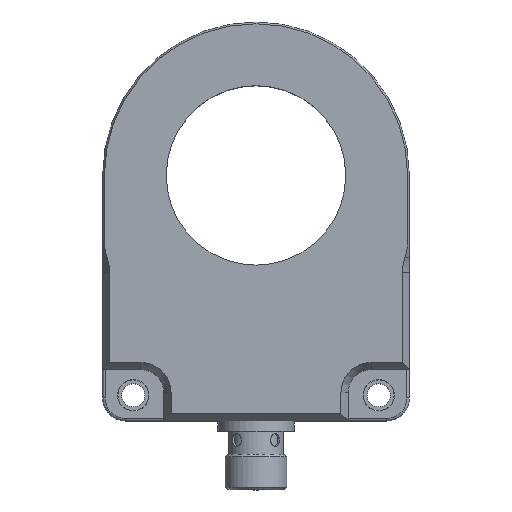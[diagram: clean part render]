
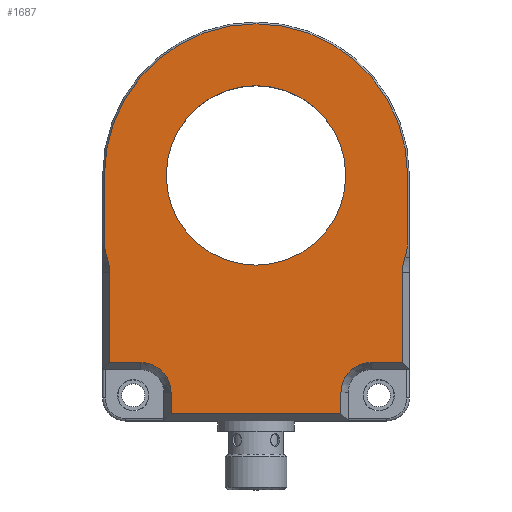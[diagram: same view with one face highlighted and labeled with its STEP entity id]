
A CAD part, top view. The second image highlights one B-rep face of the part: STEP entity #1687.
In plain terms, the highlighted planar face has unit normal (0, 0, 1).
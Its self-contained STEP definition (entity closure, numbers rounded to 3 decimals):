
#15=ELLIPSE('',#1888,11.807,10.225);
#16=ELLIPSE('',#1889,11.807,10.225);
#17=ELLIPSE('',#1891,11.807,10.225);
#18=ELLIPSE('',#1892,11.807,10.225);
#78=FACE_BOUND('',#311,.T.);
#108=PLANE('',#1887);
#190=FACE_OUTER_BOUND('',#310,.T.);
#310=EDGE_LOOP('',(#1349,#1350,#1351,#1352,#1353,#1354,#1355,#1356,#1357,
#1358,#1359,#1360,#1361,#1362,#1363,#1364));
#311=EDGE_LOOP('',(#1365));
#414=LINE('',#3152,#527);
#420=LINE('',#3166,#533);
#421=LINE('',#3169,#534);
#423=LINE('',#3173,#536);
#424=LINE('',#3179,#537);
#425=LINE('',#3183,#538);
#426=LINE('',#3189,#539);
#427=LINE('',#3191,#540);
#428=LINE('',#3194,#541);
#527=VECTOR('',#2288,10.);
#533=VECTOR('',#2302,10.);
#534=VECTOR('',#2305,10.);
#536=VECTOR('',#2309,10.);
#537=VECTOR('',#2314,10.);
#538=VECTOR('',#2317,10.);
#539=VECTOR('',#2322,10.);
#540=VECTOR('',#2323,10.);
#541=VECTOR('',#2326,10.);
#609=CIRCLE('',#1817,17.55);
#647=CIRCLE('',#1884,5.886);
#648=CIRCLE('',#1890,29.654);
#649=CIRCLE('',#1893,5.886);
#716=VERTEX_POINT('',#2986);
#772=VERTEX_POINT('',#3149);
#773=VERTEX_POINT('',#3151);
#775=VERTEX_POINT('',#3157);
#777=VERTEX_POINT('',#3163);
#778=VERTEX_POINT('',#3168);
#779=VERTEX_POINT('',#3172);
#780=VERTEX_POINT('',#3174);
#781=VERTEX_POINT('',#3176);
#782=VERTEX_POINT('',#3178);
#783=VERTEX_POINT('',#3180);
#784=VERTEX_POINT('',#3182);
#785=VERTEX_POINT('',#3184);
#786=VERTEX_POINT('',#3186);
#787=VERTEX_POINT('',#3188);
#788=VERTEX_POINT('',#3190);
#789=VERTEX_POINT('',#3192);
#890=EDGE_CURVE('',#716,#716,#609,.T.);
#971=EDGE_CURVE('',#772,#773,#414,.T.);
#976=EDGE_CURVE('',#773,#775,#647,.T.);
#979=EDGE_CURVE('',#775,#777,#420,.T.);
#980=EDGE_CURVE('',#777,#778,#421,.T.);
#982=EDGE_CURVE('',#772,#779,#423,.T.);
#983=EDGE_CURVE('',#779,#780,#15,.T.);
#984=EDGE_CURVE('',#781,#780,#16,.T.);
#985=EDGE_CURVE('',#782,#781,#424,.T.);
#986=EDGE_CURVE('',#783,#782,#648,.T.);
#987=EDGE_CURVE('',#784,#783,#425,.T.);
#988=EDGE_CURVE('',#785,#784,#17,.T.);
#989=EDGE_CURVE('',#785,#786,#18,.T.);
#990=EDGE_CURVE('',#786,#787,#426,.T.);
#991=EDGE_CURVE('',#788,#787,#427,.T.);
#992=EDGE_CURVE('',#789,#788,#649,.T.);
#993=EDGE_CURVE('',#778,#789,#428,.T.);
#1349=ORIENTED_EDGE('',*,*,#979,.F.);
#1350=ORIENTED_EDGE('',*,*,#976,.F.);
#1351=ORIENTED_EDGE('',*,*,#971,.F.);
#1352=ORIENTED_EDGE('',*,*,#982,.T.);
#1353=ORIENTED_EDGE('',*,*,#983,.T.);
#1354=ORIENTED_EDGE('',*,*,#984,.F.);
#1355=ORIENTED_EDGE('',*,*,#985,.F.);
#1356=ORIENTED_EDGE('',*,*,#986,.F.);
#1357=ORIENTED_EDGE('',*,*,#987,.F.);
#1358=ORIENTED_EDGE('',*,*,#988,.F.);
#1359=ORIENTED_EDGE('',*,*,#989,.T.);
#1360=ORIENTED_EDGE('',*,*,#990,.T.);
#1361=ORIENTED_EDGE('',*,*,#991,.F.);
#1362=ORIENTED_EDGE('',*,*,#992,.F.);
#1363=ORIENTED_EDGE('',*,*,#993,.F.);
#1364=ORIENTED_EDGE('',*,*,#980,.F.);
#1365=ORIENTED_EDGE('',*,*,#890,.T.);
#1687=ADVANCED_FACE('',(#190,#78),#108,.T.);
#1817=AXIS2_PLACEMENT_3D('',#2988,#2116,#2117);
#1884=AXIS2_PLACEMENT_3D('',#3161,#2296,#2297);
#1887=AXIS2_PLACEMENT_3D('',#3171,#2307,#2308);
#1888=AXIS2_PLACEMENT_3D('',#3175,#2310,#2311);
#1889=AXIS2_PLACEMENT_3D('',#3177,#2312,#2313);
#1890=AXIS2_PLACEMENT_3D('',#3181,#2315,#2316);
#1891=AXIS2_PLACEMENT_3D('',#3185,#2318,#2319);
#1892=AXIS2_PLACEMENT_3D('',#3187,#2320,#2321);
#1893=AXIS2_PLACEMENT_3D('',#3193,#2324,#2325);
#2116=DIRECTION('center_axis',(0.,0.,-1.));
#2117=DIRECTION('ref_axis',(-1.,0.,0.));
#2288=DIRECTION('',(-1.,0.,0.));
#2296=DIRECTION('center_axis',(0.,0.,1.));
#2297=DIRECTION('ref_axis',(-0.707,0.707,0.));
#2302=DIRECTION('',(0.,-1.,0.));
#2305=DIRECTION('',(-1.,0.,0.));
#2307=DIRECTION('center_axis',(0.,0.,1.));
#2308=DIRECTION('ref_axis',(1.,0.,0.));
#2309=DIRECTION('',(0.,1.,0.));
#2310=DIRECTION('center_axis',(0.,0.,-1.));
#2311=DIRECTION('ref_axis',(-1.,0.,0.));
#2312=DIRECTION('center_axis',(0.,0.,
-1.));
#2313=DIRECTION('ref_axis',(1.,0.,0.));
#2314=DIRECTION('',(0.,-1.,0.));
#2315=DIRECTION('center_axis',(0.,0.,-1.));
#2316=DIRECTION('ref_axis',(1.,0.,0.));
#2317=DIRECTION('',(0.,1.,0.));
#2318=DIRECTION('center_axis',(0.,0.,
-1.));
#2319=DIRECTION('ref_axis',(-1.,0.,0.));
#2320=DIRECTION('center_axis',(0.,0.,-1.));
#2321=DIRECTION('ref_axis',(1.,0.,0.));
#2322=DIRECTION('',(0.,-1.,0.));
#2323=DIRECTION('',(-1.,0.,0.));
#2324=DIRECTION('center_axis',(0.,0.,1.));
#2325=DIRECTION('ref_axis',(0.707,0.707,0.));
#2326=DIRECTION('',(0.,1.,0.));
#2986=CARTESIAN_POINT('',(17.55,48.,20.));
#2988=CARTESIAN_POINT('Origin',(0.,48.,20.));
#3149=CARTESIAN_POINT('',(28.614,11.386,20.));
#3151=CARTESIAN_POINT('',(22.5,11.386,20.));
#3152=CARTESIAN_POINT('',(9.,11.386,20.));
#3157=CARTESIAN_POINT('',(16.614,5.5,20.));
#3161=CARTESIAN_POINT('Origin',(22.5,5.5,20.));
#3163=CARTESIAN_POINT('',(16.614,1.386,20.));
#3166=CARTESIAN_POINT('',(16.614,19.5,20.));
#3168=CARTESIAN_POINT('',(-16.614,1.386,20.));
#3169=CARTESIAN_POINT('',(-15.,1.386,20.));
#3171=CARTESIAN_POINT('Origin',(0.,39.,20.));
#3172=CARTESIAN_POINT('',(28.614,29.,20.));
#3173=CARTESIAN_POINT('',(28.614,24.5,20.));
#3174=CARTESIAN_POINT('',(29.134,32.,20.));
#3175=CARTESIAN_POINT('Origin',(40.421,29.,20.));
#3176=CARTESIAN_POINT('',(29.654,35.,20.));
#3177=CARTESIAN_POINT('Origin',(17.847,35.,20.));
#3178=CARTESIAN_POINT('',(29.654,48.,20.));
#3179=CARTESIAN_POINT('',(29.654,19.5,20.));
#3180=CARTESIAN_POINT('',(-29.654,48.,20.));
#3181=CARTESIAN_POINT('Origin',(0.,48.,20.));
#3182=CARTESIAN_POINT('',(-29.654,35.,20.));
#3183=CARTESIAN_POINT('',(-29.654,43.5,20.));
#3184=CARTESIAN_POINT('',(-29.134,32.,20.));
#3185=CARTESIAN_POINT('Origin',(-17.847,35.,20.));
#3186=CARTESIAN_POINT('',(-28.614,29.,20.));
#3187=CARTESIAN_POINT('Origin',(-40.421,29.,20.));
#3188=CARTESIAN_POINT('',(-28.614,11.386,20.));
#3189=CARTESIAN_POINT('',(-28.614,24.5,20.));
#3190=CARTESIAN_POINT('',(-22.5,11.386,20.));
#3191=CARTESIAN_POINT('',(-15.,11.386,20.));
#3192=CARTESIAN_POINT('',(-16.614,5.5,20.));
#3193=CARTESIAN_POINT('Origin',(-22.5,5.5,20.));
#3194=CARTESIAN_POINT('',(-16.614,24.5,20.));
